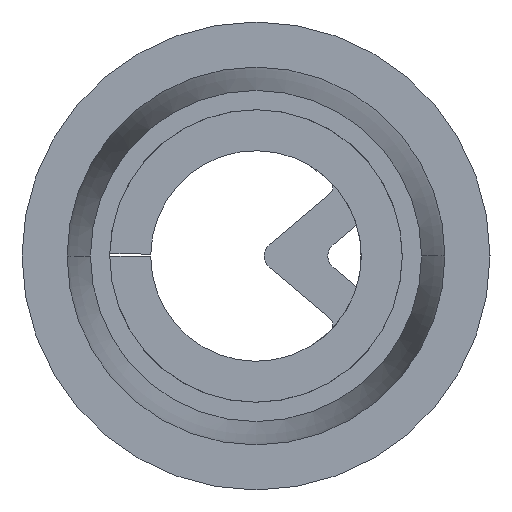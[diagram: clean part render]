
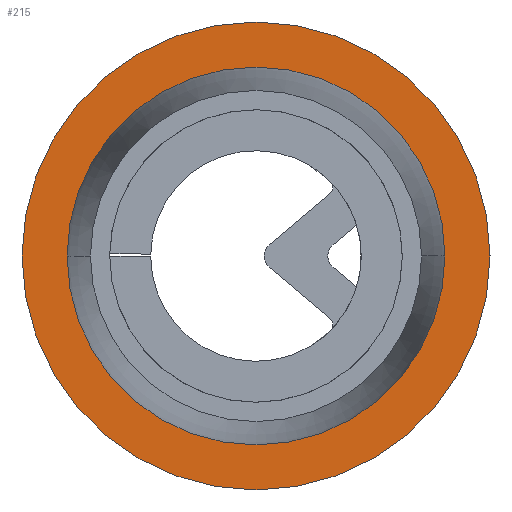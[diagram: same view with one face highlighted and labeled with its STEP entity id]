
A CAD part, front view. The second image highlights one B-rep face of the part: STEP entity #215.
In plain terms, the highlighted planar face has unit normal (0, -1, 0).
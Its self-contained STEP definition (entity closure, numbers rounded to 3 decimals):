
#33 = CIRCLE ( 'NONE', #624, 3.23 ) ;
#39 = VERTEX_POINT ( 'NONE', #414 ) ;
#53 = VERTEX_POINT ( 'NONE', #549 ) ;
#83 = DIRECTION ( 'NONE',  ( -1., 0., 0. ) ) ;
#128 = ORIENTED_EDGE ( 'NONE', *, *, #277, .T. ) ;
#148 = FACE_OUTER_BOUND ( 'NONE', #1308, .T. ) ;
#150 = CIRCLE ( 'NONE', #1159, 4. ) ;
#160 = ORIENTED_EDGE ( 'NONE', *, *, #1616, .F. ) ;
#215 = ADVANCED_FACE ( 'NONE', ( #804, #148 ), #1241, .T. ) ;
#224 = VERTEX_POINT ( 'NONE', #1633 ) ;
#277 = EDGE_CURVE ( 'NONE', #39, #53, #1363, .T. ) ;
#300 = ORIENTED_EDGE ( 'NONE', *, *, #747, .T. ) ;
#330 = DIRECTION ( 'NONE',  ( 0., 1., 0. ) ) ;
#414 = CARTESIAN_POINT ( 'NONE',  ( -3.23, -13., 0. ) ) ;
#487 = DIRECTION ( 'NONE',  ( -1., 0., 0. ) ) ;
#527 = EDGE_LOOP ( 'NONE', ( #128, #300 ) ) ;
#549 = CARTESIAN_POINT ( 'NONE',  ( 3.23, -13., 0. ) ) ;
#579 = CARTESIAN_POINT ( 'NONE',  ( -4., -13., 0. ) ) ;
#624 = AXIS2_PLACEMENT_3D ( 'NONE', #1511, #330, #83 ) ;
#717 = DIRECTION ( 'NONE',  ( 0., -1., 0. ) ) ;
#730 = CARTESIAN_POINT ( 'NONE',  ( 0., -13., 0. ) ) ;
#740 = VERTEX_POINT ( 'NONE', #1515 ) ;
#747 = EDGE_CURVE ( 'NONE', #53, #39, #33, .T. ) ;
#758 = CARTESIAN_POINT ( 'NONE',  ( 0., -13., 0. ) ) ;
#804 = FACE_BOUND ( 'NONE', #527, .T. ) ;
#859 = DIRECTION ( 'NONE',  ( -1., 0., 0. ) ) ;
#872 = EDGE_CURVE ( 'NONE', #740, #224, #1387, .T. ) ;
#885 = DIRECTION ( 'NONE',  ( 0., 1., 0. ) ) ;
#912 = DIRECTION ( 'NONE',  ( -1., 0., 0. ) ) ;
#916 = AXIS2_PLACEMENT_3D ( 'NONE', #758, #885, #487 ) ;
#1070 = AXIS2_PLACEMENT_3D ( 'NONE', #730, #1370, #859 ) ;
#1159 = AXIS2_PLACEMENT_3D ( 'NONE', #1263, #1634, #912 ) ;
#1241 = PLANE ( 'NONE',  #1373 ) ;
#1263 = CARTESIAN_POINT ( 'NONE',  ( 0., -13., 0. ) ) ;
#1270 = DIRECTION ( 'NONE',  ( 1., 0., 0. ) ) ;
#1308 = EDGE_LOOP ( 'NONE', ( #1604, #160 ) ) ;
#1363 = CIRCLE ( 'NONE', #916, 3.23 ) ;
#1370 = DIRECTION ( 'NONE',  ( 0., 1., 0. ) ) ;
#1373 = AXIS2_PLACEMENT_3D ( 'NONE', #579, #717, #1270 ) ;
#1387 = CIRCLE ( 'NONE', #1070, 4. ) ;
#1511 = CARTESIAN_POINT ( 'NONE',  ( 0., -13., 0. ) ) ;
#1515 = CARTESIAN_POINT ( 'NONE',  ( -4., -13., 0. ) ) ;
#1604 = ORIENTED_EDGE ( 'NONE', *, *, #872, .F. ) ;
#1616 = EDGE_CURVE ( 'NONE', #224, #740, #150, .T. ) ;
#1633 = CARTESIAN_POINT ( 'NONE',  ( 4., -13., 0. ) ) ;
#1634 = DIRECTION ( 'NONE',  ( 0., 1., 0. ) ) ;
